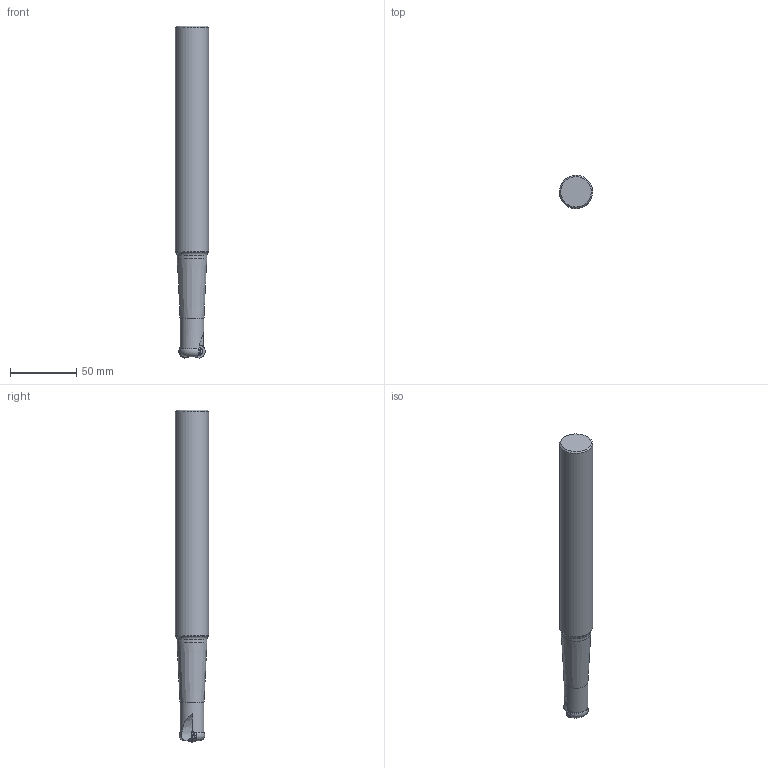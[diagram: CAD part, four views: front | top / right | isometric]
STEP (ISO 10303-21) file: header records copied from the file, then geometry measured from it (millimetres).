
FILE_DESCRIPTION(/* description */ (''),/* implementation_level */ '2;1');
FILE_NAME(/* name */ 'toolassembly_1.stp',/* time_stamp */ '2018-10-19T14:55:55+02:00',/* author */ (''),/* organization */ ('SMS'),/* preprocessor_version */ 'ST-DEVELOPER v15',/* originating_system */ 'SIEMENS PLM Software NX 8.5',/* authorisation */ '');
FILE_SCHEMA (('AUTOMOTIVE_DESIGN { 1 0 10303 214 3 1 1 1 }'));
Length unit declared in the file: millimetre
Products named in the file (4): ASSEMBLY_CONSTRUCTION; CUT_20181019145512; NOCUT_20181019145506; TOOLASSEMBLY_1
Assembly tree (4 placements, depth 2):
  TOOLASSEMBLY_1
    NOCUT_20181019145506
    CUT_20181019145512  x2
    ASSEMBLY_CONSTRUCTION
Bounding box: 24.98 x 24.98 x 249.99 mm (x, y, z)
Volume: 106210.1 mm3; surface area: 19727.2 mm2
Topology: 3 solids, 3 shells, 149 faces, 391 edges, 259 vertices
Faces by surface type: plane 76, cone 30, extrusion 24, torus 10, cylinder 7, sphere 2
Full cylindrical faces by diameter (mm): 4.4 x2, 5.25 x2, 18.04 x1, 22.44 x1, 24.989 x1
Entity records: 5265 total; most frequent: CARTESIAN_POINT 2050, DIRECTION 634, ORIENTED_EDGE 612, EDGE_CURVE 306, AXIS2_PLACEMENT_3D 259, VERTEX_POINT 206, EDGE_LOOP 158, ADVANCED_FACE 131
